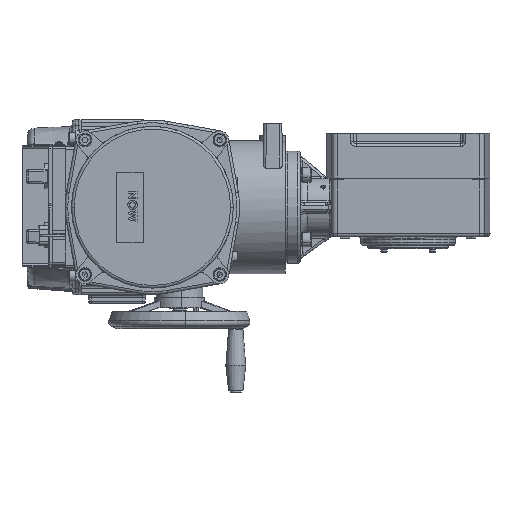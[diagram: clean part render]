
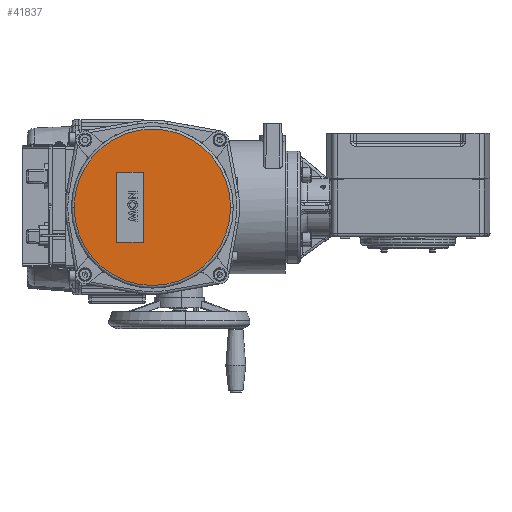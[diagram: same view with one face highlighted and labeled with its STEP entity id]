
A CAD part, front view. The second image highlights one B-rep face of the part: STEP entity #41837.
In plain terms, the highlighted face is planar.
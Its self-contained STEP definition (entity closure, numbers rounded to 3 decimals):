
#326 = AXIS2_PLACEMENT_3D ( 'NONE', #14986, #3518, #103979 ) ;
#1517 = CARTESIAN_POINT ( 'NONE',  ( 177.764, 5.804, -14. ) ) ;
#3424 = CARTESIAN_POINT ( 'NONE',  ( 177.764, -33.196, 83. ) ) ;
#3518 = DIRECTION ( 'NONE',  ( 1., 0., 0. ) ) ;
#7069 = VERTEX_POINT ( 'NONE', #43944 ) ;
#9511 = VERTEX_POINT ( 'NONE', #100085 ) ;
#11313 = DIRECTION ( 'NONE',  ( 0., -1., 0. ) ) ;
#12095 = AXIS2_PLACEMENT_3D ( 'NONE', #61453, #49911, #38445 ) ;
#14897 = LINE ( 'NONE', #3424, #104765 ) ;
#14986 = CARTESIAN_POINT ( 'NONE',  ( 177.764, 5.804, 73. ) ) ;
#16803 = DIRECTION ( 'NONE',  ( 0., 0., -1. ) ) ;
#18499 = EDGE_CURVE ( 'NONE', #57278, #57384, #58768, .T. ) ;
#22757 = CARTESIAN_POINT ( 'NONE',  ( 177.764, -33.196, 113. ) ) ;
#28196 = DIRECTION ( 'NONE',  ( 0., 0., 1. ) ) ;
#28307 = DIRECTION ( 'NONE',  ( 1., 0., 0. ) ) ;
#29550 = VECTOR ( 'NONE', #11313, 1000. ) ;
#30923 = EDGE_CURVE ( 'NONE', #9511, #94780, #51148, .T. ) ;
#31592 = CARTESIAN_POINT ( 'NONE',  ( 177.764, 44.804, 113. ) ) ;
#34273 = LINE ( 'NONE', #22757, #29550 ) ;
#35334 = CARTESIAN_POINT ( 'NONE',  ( 177.764, 5.804, 160. ) ) ;
#35416 = ORIENTED_EDGE ( 'NONE', *, *, #18499, .T. ) ;
#38445 = DIRECTION ( 'NONE',  ( 0., 0., -1. ) ) ;
#39645 = CARTESIAN_POINT ( 'NONE',  ( 177.764, 44.804, 83. ) ) ;
#39753 = CARTESIAN_POINT ( 'NONE',  ( 177.764, 5.804, 73. ) ) ;
#39777 = EDGE_CURVE ( 'NONE', #57384, #57278, #59621, .T. ) ;
#41837 = ADVANCED_FACE ( 'NONE', ( #95124, #98001 ), #84260, .T. ) ;
#42700 = AXIS2_PLACEMENT_3D ( 'NONE', #39753, #28307, #16803 ) ;
#43303 = VERTEX_POINT ( 'NONE', #95320 ) ;
#43944 = CARTESIAN_POINT ( 'NONE',  ( 177.764, -33.196, 83. ) ) ;
#49911 = DIRECTION ( 'NONE',  ( 1., 0., 0. ) ) ;
#51148 = LINE ( 'NONE', #39645, #63658 ) ;
#55270 = EDGE_LOOP ( 'NONE', ( #91446, #91697, #76059, #91934 ) ) ;
#57278 = VERTEX_POINT ( 'NONE', #35334 ) ;
#57384 = VERTEX_POINT ( 'NONE', #1517 ) ;
#58768 = CIRCLE ( 'NONE', #42700, 87. ) ;
#59621 = CIRCLE ( 'NONE', #326, 87. ) ;
#61453 = CARTESIAN_POINT ( 'NONE',  ( 177.764, 5.804, 73. ) ) ;
#63658 = VECTOR ( 'NONE', #28196, 1000. ) ;
#68162 = EDGE_CURVE ( 'NONE', #7069, #9511, #14897, .T. ) ;
#72452 = ORIENTED_EDGE ( 'NONE', *, *, #39777, .T. ) ;
#76059 = ORIENTED_EDGE ( 'NONE', *, *, #68162, .F. ) ;
#77497 = DIRECTION ( 'NONE',  ( 0., 0., -1. ) ) ;
#83937 = VECTOR ( 'NONE', #77497, 1000. ) ;
#84260 = PLANE ( 'NONE',  #12095 ) ;
#86095 = EDGE_CURVE ( 'NONE', #94780, #43303, #34273, .T. ) ;
#88941 = CARTESIAN_POINT ( 'NONE',  ( 177.764, -33.196, 83. ) ) ;
#91446 = ORIENTED_EDGE ( 'NONE', *, *, #86095, .F. ) ;
#91697 = ORIENTED_EDGE ( 'NONE', *, *, #30923, .F. ) ;
#91934 = ORIENTED_EDGE ( 'NONE', *, *, #94764, .F. ) ;
#92876 = EDGE_LOOP ( 'NONE', ( #72452, #35416 ) ) ;
#94764 = EDGE_CURVE ( 'NONE', #43303, #7069, #100308, .T. ) ;
#94780 = VERTEX_POINT ( 'NONE', #31592 ) ;
#95124 = FACE_OUTER_BOUND ( 'NONE', #92876, .T. ) ;
#95320 = CARTESIAN_POINT ( 'NONE',  ( 177.764, -33.196, 113. ) ) ;
#98001 = FACE_BOUND ( 'NONE', #55270, .T. ) ;
#100085 = CARTESIAN_POINT ( 'NONE',  ( 177.764, 44.804, 83. ) ) ;
#100308 = LINE ( 'NONE', #88941, #83937 ) ;
#103888 = DIRECTION ( 'NONE',  ( 0., 1., 0. ) ) ;
#103979 = DIRECTION ( 'NONE',  ( 0., 0., -1. ) ) ;
#104765 = VECTOR ( 'NONE', #103888, 1000. ) ;
